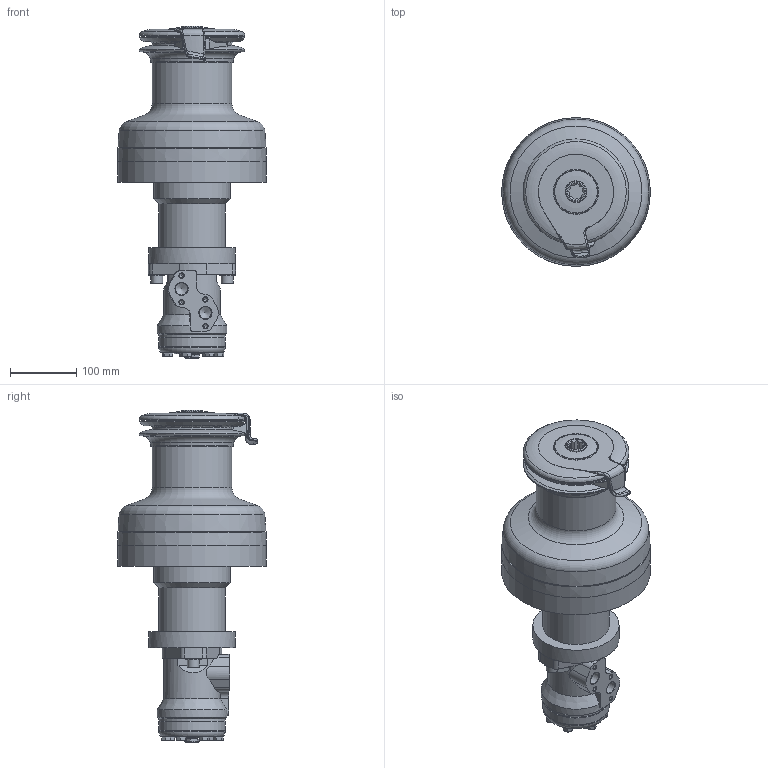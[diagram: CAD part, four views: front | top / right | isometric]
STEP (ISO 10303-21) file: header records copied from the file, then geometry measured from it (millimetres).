
FILE_DESCRIPTION(/* description */ (''),/* implementation_level */ '2;1');
FILE_NAME(/* name */ 'XT62_HD.stp',/* time_stamp */ '2016-03-25T10:56:49+01:00',/* author */ ('gianni'),/* organization */ (''),/* preprocessor_version */ 'ST-DEVELOPER v16.1',/* originating_system */ 'Autodesk Inventor 2016',/* authorisation */ '');
FILE_SCHEMA (('AUTOMOTIVE_DESIGN { 1 0 10303 214 3 1 1 }'));
Length unit declared in the file: millimetre
Products named in the file (1): XT62 HD
Bounding box: 224 x 224 x 499.8 mm (x, y, z)
Volume: 7607158.3 mm3; surface area: 357851.1 mm2
Topology: 1 solids, 1 shells, 415 faces, 1033 edges, 648 vertices
Faces by surface type: plane 193, cylinder 95, torus 67, bspline 33, cone 27
Full cylindrical faces by diameter (mm): 6.647 x4, 8.5 x6, 13 x7, 18 x3, 18.631 x2, 24 x2, 31.72 x1, 32.2 x1, 100 x3, 105 x1, 115 x1, 120 x2, 130 x1, 159 x2, 224 x1
Entity records: 14874 total; most frequent: CARTESIAN_POINT 5742, ORIENTED_EDGE 1862, DIRECTION 1825, EDGE_CURVE 931, AXIS2_PLACEMENT_3D 731, VERTEX_POINT 625, EDGE_LOOP 522, FACE_OUTER_BOUND 415
